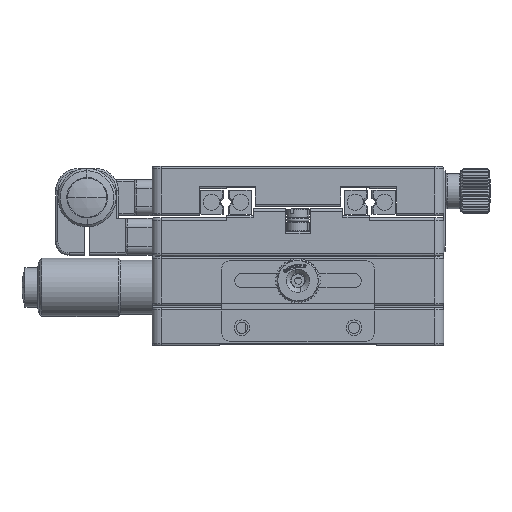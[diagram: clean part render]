
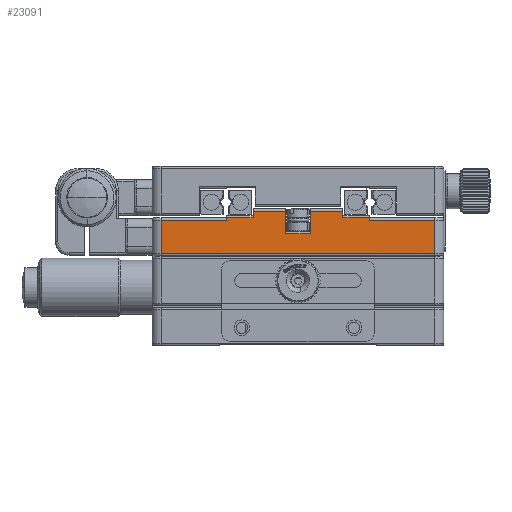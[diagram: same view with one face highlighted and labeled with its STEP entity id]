
A CAD part, front view. The second image highlights one B-rep face of the part: STEP entity #23091.
In plain terms, the highlighted planar face has unit normal (0, -1, 0).
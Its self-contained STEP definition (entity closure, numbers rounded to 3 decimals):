
#154 = DIRECTION ( 'NONE',  ( 0., 0., 1. ) ) ;
#1078 = ORIENTED_EDGE ( 'NONE', *, *, #5922, .T. ) ;
#1693 = ORIENTED_EDGE ( 'NONE', *, *, #49537, .F. ) ;
#2016 = CARTESIAN_POINT ( 'NONE',  ( -2581.411, 1805.565, 1390.899 ) ) ;
#2330 = CARTESIAN_POINT ( 'NONE',  ( -2575.411, 1805.565, 1389.899 ) ) ;
#2510 = DIRECTION ( 'NONE',  ( -1., 0., 0. ) ) ;
#2632 = VERTEX_POINT ( 'NONE', #53789 ) ;
#2798 = ORIENTED_EDGE ( 'NONE', *, *, #40889, .T. ) ;
#3376 = CARTESIAN_POINT ( 'NONE',  ( -2594.161, 1805.565, 1391.899 ) ) ;
#3883 = DIRECTION ( 'NONE',  ( 0., 0., -1. ) ) ;
#4203 = EDGE_CURVE ( 'NONE', #4851, #20623, #5177, .T. ) ;
#4204 = EDGE_CURVE ( 'NONE', #25764, #20623, #52644, .T. ) ;
#4571 = CARTESIAN_POINT ( 'NONE',  ( -2558.911, 1805.565, 1382.399 ) ) ;
#4824 = DIRECTION ( 'NONE',  ( -1., 0., 0. ) ) ;
#4851 = VERTEX_POINT ( 'NONE', #3376 ) ;
#4869 = CARTESIAN_POINT ( 'NONE',  ( -2558.911, 1805.565, 1392.399 ) ) ;
#5177 = LINE ( 'NONE', #55462, #41280 ) ;
#5922 = EDGE_CURVE ( 'NONE', #47993, #2632, #48512, .T. ) ;
#6173 = DIRECTION ( 'NONE',  ( -1., 0., 0. ) ) ;
#6317 = VERTEX_POINT ( 'NONE', #18695 ) ;
#6952 = EDGE_CURVE ( 'NONE', #16902, #26593, #55050, .T. ) ;
#7147 = VERTEX_POINT ( 'NONE', #36912 ) ;
#8395 = CARTESIAN_POINT ( 'NONE',  ( -2588.661, 1805.565, 1391.899 ) ) ;
#8487 = CARTESIAN_POINT ( 'NONE',  ( -2560.911, 1805.565, 1389.899 ) ) ;
#8757 = CARTESIAN_POINT ( 'NONE',  ( -2581.411, 1805.565, 1391.899 ) ) ;
#9527 = CARTESIAN_POINT ( 'NONE',  ( -2581.411, 1805.565, 1390.399 ) ) ;
#9968 = VECTOR ( 'NONE', #11763, 1000. ) ;
#10032 = VECTOR ( 'NONE', #44284, 1000. ) ;
#10128 = VERTEX_POINT ( 'NONE', #16936 ) ;
#10401 = FACE_OUTER_BOUND ( 'NONE', #25539, .T. ) ;
#10944 = CARTESIAN_POINT ( 'NONE',  ( -2588.661, 1805.565, 1386.899 ) ) ;
#10952 = DIRECTION ( 'NONE',  ( 0., 0., -1. ) ) ;
#11525 = LINE ( 'NONE', #30542, #18212 ) ;
#11735 = VECTOR ( 'NONE', #41242, 1000. ) ;
#11763 = DIRECTION ( 'NONE',  ( 0., 0., 1. ) ) ;
#13877 = VERTEX_POINT ( 'NONE', #54358 ) ;
#13915 = LINE ( 'NONE', #8395, #15288 ) ;
#14850 = DIRECTION ( 'NONE',  ( -1., 0., 0. ) ) ;
#15288 = VECTOR ( 'NONE', #38354, 1000. ) ;
#15362 = VERTEX_POINT ( 'NONE', #10944 ) ;
#15509 = CARTESIAN_POINT ( 'NONE',  ( -2607.411, 1805.565, 1392.399 ) ) ;
#15856 = DIRECTION ( 'NONE',  ( -1., 0., 0. ) ) ;
#16215 = ORIENTED_EDGE ( 'NONE', *, *, #51054, .F. ) ;
#16501 = VECTOR ( 'NONE', #6173, 1000. ) ;
#16902 = VERTEX_POINT ( 'NONE', #8487 ) ;
#16936 = CARTESIAN_POINT ( 'NONE',  ( -2575.411, 1805.565, 1390.399 ) ) ;
#17677 = LINE ( 'NONE', #27702, #29651 ) ;
#18051 = DIRECTION ( 'NONE',  ( 0., 0., 1. ) ) ;
#18212 = VECTOR ( 'NONE', #18051, 1000. ) ;
#18695 = CARTESIAN_POINT ( 'NONE',  ( -2607.411, 1805.565, 1390.399 ) ) ;
#19107 = VERTEX_POINT ( 'NONE', #8757 ) ;
#19162 = AXIS2_PLACEMENT_3D ( 'NONE', #4869, #52134, #22030 ) ;
#19273 = ORIENTED_EDGE ( 'NONE', *, *, #4204, .F. ) ;
#19289 = CARTESIAN_POINT ( 'NONE',  ( -2575.411, 1805.565, 1389.899 ) ) ;
#19363 = LINE ( 'NONE', #21830, #10032 ) ;
#19903 = ORIENTED_EDGE ( 'NONE', *, *, #48800, .T. ) ;
#20623 = VERTEX_POINT ( 'NONE', #31731 ) ;
#20965 = ORIENTED_EDGE ( 'NONE', *, *, #37821, .T. ) ;
#21830 = CARTESIAN_POINT ( 'NONE',  ( -2588.661, 1805.565, 1392.399 ) ) ;
#22030 = DIRECTION ( 'NONE',  ( 0., 0., -1. ) ) ;
#22219 = PLANE ( 'NONE',  #19162 ) ;
#23091 = ADVANCED_FACE ( 'NONE', ( #10401 ), #22219, .F. ) ;
#23557 = CARTESIAN_POINT ( 'NONE',  ( -2621.911, 1805.565, 1389.899 ) ) ;
#24399 = CARTESIAN_POINT ( 'NONE',  ( -2621.911, 1805.565, 1389.899 ) ) ;
#25202 = LINE ( 'NONE', #9527, #25825 ) ;
#25539 = EDGE_LOOP ( 'NONE', ( #48027, #19903, #1078, #39050, #27308, #51220, #50369, #40945, #2798, #20965, #16215, #40393, #1693, #37880, #19273, #36207 ) ) ;
#25625 = DIRECTION ( 'NONE',  ( 1., 0., 0. ) ) ;
#25665 = VECTOR ( 'NONE', #10952, 1000. ) ;
#25764 = VERTEX_POINT ( 'NONE', #35280 ) ;
#25825 = VECTOR ( 'NONE', #26496, 1000. ) ;
#26496 = DIRECTION ( 'NONE',  ( -1., 0., 0. ) ) ;
#26524 = CARTESIAN_POINT ( 'NONE',  ( -2594.161, 1805.565, 1386.899 ) ) ;
#26593 = VERTEX_POINT ( 'NONE', #2330 ) ;
#27308 = ORIENTED_EDGE ( 'NONE', *, *, #47214, .T. ) ;
#27702 = CARTESIAN_POINT ( 'NONE',  ( -2558.911, 1805.565, 1386.899 ) ) ;
#28173 = DIRECTION ( 'NONE',  ( 0., 0., -1. ) ) ;
#29651 = VECTOR ( 'NONE', #14850, 1000. ) ;
#29691 = LINE ( 'NONE', #15509, #51841 ) ;
#29796 = LINE ( 'NONE', #2016, #11735 ) ;
#30542 = CARTESIAN_POINT ( 'NONE',  ( -2575.411, 1805.565, 1392.399 ) ) ;
#31594 = EDGE_CURVE ( 'NONE', #6317, #13877, #29691, .T. ) ;
#31731 = CARTESIAN_POINT ( 'NONE',  ( -2601.411, 1805.565, 1391.899 ) ) ;
#31966 = CARTESIAN_POINT ( 'NONE',  ( -2594.161, 1805.565, 1392.399 ) ) ;
#34189 = VERTEX_POINT ( 'NONE', #38443 ) ;
#34699 = CARTESIAN_POINT ( 'NONE',  ( -2560.911, 1805.565, 1382.399 ) ) ;
#35280 = CARTESIAN_POINT ( 'NONE',  ( -2601.411, 1805.565, 1390.399 ) ) ;
#36207 = ORIENTED_EDGE ( 'NONE', *, *, #54940, .T. ) ;
#36567 = EDGE_CURVE ( 'NONE', #2632, #48938, #50181, .T. ) ;
#36628 = CARTESIAN_POINT ( 'NONE',  ( -2621.911, 1805.565, 1392.399 ) ) ;
#36912 = CARTESIAN_POINT ( 'NONE',  ( -2588.661, 1805.565, 1391.899 ) ) ;
#37821 = EDGE_CURVE ( 'NONE', #19107, #7147, #13915, .T. ) ;
#37880 = ORIENTED_EDGE ( 'NONE', *, *, #4203, .T. ) ;
#38354 = DIRECTION ( 'NONE',  ( -1., 0., 0. ) ) ;
#38443 = CARTESIAN_POINT ( 'NONE',  ( -2581.411, 1805.565, 1390.399 ) ) ;
#38554 = EDGE_CURVE ( 'NONE', #15362, #39181, #17677, .T. ) ;
#39050 = ORIENTED_EDGE ( 'NONE', *, *, #36567, .T. ) ;
#39065 = VECTOR ( 'NONE', #15856, 1000. ) ;
#39181 = VERTEX_POINT ( 'NONE', #26524 ) ;
#39638 = LINE ( 'NONE', #31966, #53657 ) ;
#40393 = ORIENTED_EDGE ( 'NONE', *, *, #38554, .T. ) ;
#40772 = CARTESIAN_POINT ( 'NONE',  ( -2558.911, 1805.565, 1390.399 ) ) ;
#40889 = EDGE_CURVE ( 'NONE', #34189, #19107, #29796, .T. ) ;
#40945 = ORIENTED_EDGE ( 'NONE', *, *, #54178, .T. ) ;
#41242 = DIRECTION ( 'NONE',  ( 0., 0., 1. ) ) ;
#41280 = VECTOR ( 'NONE', #4824, 1000. ) ;
#41907 = CARTESIAN_POINT ( 'NONE',  ( -2560.911, 1805.565, 1392.399 ) ) ;
#43046 = LINE ( 'NONE', #24399, #39065 ) ;
#43717 = VECTOR ( 'NONE', #2510, 1000. ) ;
#44284 = DIRECTION ( 'NONE',  ( 0., 0., 1. ) ) ;
#46175 = LINE ( 'NONE', #41907, #9968 ) ;
#46619 = LINE ( 'NONE', #40772, #16501 ) ;
#47214 = EDGE_CURVE ( 'NONE', #48938, #16902, #46175, .T. ) ;
#47457 = CARTESIAN_POINT ( 'NONE',  ( -2601.411, 1805.565, 1390.899 ) ) ;
#47542 = EDGE_CURVE ( 'NONE', #26593, #10128, #11525, .T. ) ;
#47993 = VERTEX_POINT ( 'NONE', #23557 ) ;
#48027 = ORIENTED_EDGE ( 'NONE', *, *, #31594, .T. ) ;
#48512 = LINE ( 'NONE', #36628, #25665 ) ;
#48800 = EDGE_CURVE ( 'NONE', #13877, #47993, #43046, .T. ) ;
#48846 = VECTOR ( 'NONE', #25625, 1000. ) ;
#48938 = VERTEX_POINT ( 'NONE', #34699 ) ;
#49364 = VECTOR ( 'NONE', #154, 1000. ) ;
#49537 = EDGE_CURVE ( 'NONE', #4851, #39181, #39638, .T. ) ;
#50181 = LINE ( 'NONE', #4571, #48846 ) ;
#50369 = ORIENTED_EDGE ( 'NONE', *, *, #47542, .T. ) ;
#51054 = EDGE_CURVE ( 'NONE', #15362, #7147, #19363, .T. ) ;
#51220 = ORIENTED_EDGE ( 'NONE', *, *, #6952, .T. ) ;
#51841 = VECTOR ( 'NONE', #28173, 1000. ) ;
#52134 = DIRECTION ( 'NONE',  ( 0., 1., 0. ) ) ;
#52644 = LINE ( 'NONE', #47457, #49364 ) ;
#53657 = VECTOR ( 'NONE', #3883, 1000. ) ;
#53789 = CARTESIAN_POINT ( 'NONE',  ( -2621.911, 1805.565, 1382.399 ) ) ;
#54178 = EDGE_CURVE ( 'NONE', #10128, #34189, #25202, .T. ) ;
#54358 = CARTESIAN_POINT ( 'NONE',  ( -2607.411, 1805.565, 1389.899 ) ) ;
#54940 = EDGE_CURVE ( 'NONE', #25764, #6317, #46619, .T. ) ;
#55050 = LINE ( 'NONE', #19289, #43717 ) ;
#55462 = CARTESIAN_POINT ( 'NONE',  ( -2601.411, 1805.565, 1391.899 ) ) ;
